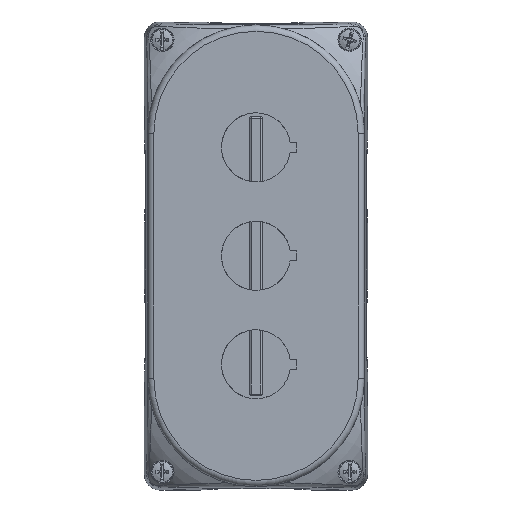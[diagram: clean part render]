
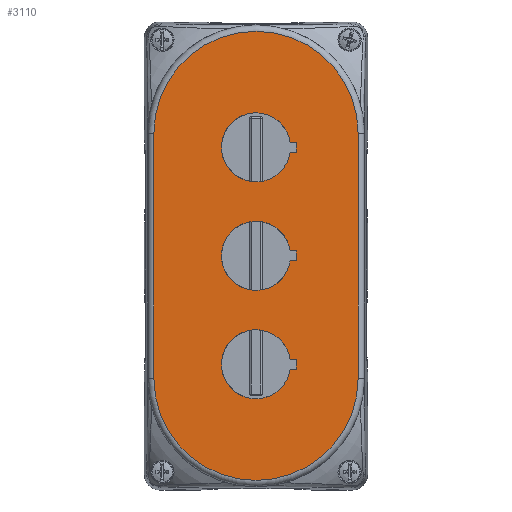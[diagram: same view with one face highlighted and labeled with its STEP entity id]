
A CAD part, top view. The second image highlights one B-rep face of the part: STEP entity #3110.
In plain terms, the highlighted planar face has unit normal (0, 0, 1).
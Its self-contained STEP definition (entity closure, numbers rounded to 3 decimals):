
#814=FACE_BOUND('',#5341,.T.);
#815=FACE_BOUND('',#5342,.T.);
#816=FACE_BOUND('',#5343,.T.);
#817=FACE_BOUND('',#5344,.T.);
#1342=CIRCLE('',#30945,32.951);
#1345=CIRCLE('',#30950,32.951);
#1348=CIRCLE('',#30972,11.15);
#1362=CIRCLE('',#30999,11.15);
#1363=CIRCLE('',#31000,11.15);
#2182=PLANE('',#31001);
#3110=ADVANCED_FACE('',(#814,#815,#816,#817),#2182,.T.);
#5341=EDGE_LOOP('',(#17680,#17681,#17682,#17683));
#5342=EDGE_LOOP('',(#17684,#17685,#17686,#17687));
#5343=EDGE_LOOP('',(#17688,#17689,#17690,#17691));
#5344=EDGE_LOOP('',(#17692,#17693,#17694,#17695));
#8479=LINE('',#56183,#11488);
#8490=LINE('',#56269,#11499);
#8494=LINE('',#56277,#11503);
#8504=LINE('',#56378,#11513);
#8508=LINE('',#56398,#11517);
#8510=LINE('',#56410,#11519);
#8513=LINE('',#56623,#11522);
#8514=LINE('',#56626,#11523);
#8515=LINE('',#56629,#11524);
#8516=LINE('',#56630,#11525);
#8517=LINE('',#56632,#11526);
#11488=VECTOR('',#36545,1.);
#11499=VECTOR('',#36598,1.);
#11503=VECTOR('',#36604,1.);
#11513=VECTOR('',#36630,1.);
#11517=VECTOR('',#36636,1.);
#11519=VECTOR('',#36640,1.);
#11522=VECTOR('',#36679,1.);
#11523=VECTOR('',#36684,1.);
#11524=VECTOR('',#36685,1.);
#11525=VECTOR('',#36686,1.);
#11526=VECTOR('',#36689,1.);
#17680=ORIENTED_EDGE('',*,*,#27339,.F.);
#17681=ORIENTED_EDGE('',*,*,#27337,.F.);
#17682=ORIENTED_EDGE('',*,*,#27334,.F.);
#17683=ORIENTED_EDGE('',*,*,#27418,.F.);
#17684=ORIENTED_EDGE('',*,*,#27394,.T.);
#17685=ORIENTED_EDGE('',*,*,#27389,.T.);
#17686=ORIENTED_EDGE('',*,*,#27419,.T.);
#17687=ORIENTED_EDGE('',*,*,#27397,.T.);
#17688=ORIENTED_EDGE('',*,*,#27420,.T.);
#17689=ORIENTED_EDGE('',*,*,#27421,.T.);
#17690=ORIENTED_EDGE('',*,*,#27375,.T.);
#17691=ORIENTED_EDGE('',*,*,#27422,.T.);
#17692=ORIENTED_EDGE('',*,*,#27369,.T.);
#17693=ORIENTED_EDGE('',*,*,#27423,.T.);
#17694=ORIENTED_EDGE('',*,*,#27365,.T.);
#17695=ORIENTED_EDGE('',*,*,#27424,.T.);
#22239=VERTEX_POINT('',#56173);
#22240=VERTEX_POINT('',#56176);
#22242=VERTEX_POINT('',#56181);
#22243=VERTEX_POINT('',#56187);
#22261=VERTEX_POINT('',#56270);
#22262=VERTEX_POINT('',#56271);
#22264=VERTEX_POINT('',#56278);
#22265=VERTEX_POINT('',#56279);
#22269=VERTEX_POINT('',#56289);
#22270=VERTEX_POINT('',#56291);
#22283=VERTEX_POINT('',#56379);
#22284=VERTEX_POINT('',#56380);
#22288=VERTEX_POINT('',#56399);
#22290=VERTEX_POINT('',#56411);
#22305=VERTEX_POINT('',#56627);
#22306=VERTEX_POINT('',#56628);
#27334=EDGE_CURVE('',#22240,#22239,#1342,.T.);
#27337=EDGE_CURVE('',#22239,#22242,#8479,.T.);
#27339=EDGE_CURVE('',#22242,#22243,#1345,.T.);
#27365=EDGE_CURVE('',#22261,#22262,#8490,.T.);
#27369=EDGE_CURVE('',#22264,#22265,#8494,.T.);
#27375=EDGE_CURVE('',#22270,#22269,#1348,.T.);
#27389=EDGE_CURVE('',#22283,#22284,#8504,.T.);
#27394=EDGE_CURVE('',#22288,#22283,#8508,.T.);
#27397=EDGE_CURVE('',#22290,#22288,#8510,.T.);
#27418=EDGE_CURVE('',#22243,#22240,#8513,.T.);
#27419=EDGE_CURVE('',#22284,#22290,#1362,.T.);
#27420=EDGE_CURVE('',#22305,#22306,#8514,.T.);
#27421=EDGE_CURVE('',#22306,#22270,#8515,.T.);
#27422=EDGE_CURVE('',#22269,#22305,#8516,.T.);
#27423=EDGE_CURVE('',#22265,#22261,#1363,.T.);
#27424=EDGE_CURVE('',#22262,#22264,#8517,.T.);
#30945=AXIS2_PLACEMENT_3D('',#56177,#36538,#36539);
#30950=AXIS2_PLACEMENT_3D('',#56186,#36550,#36551);
#30972=AXIS2_PLACEMENT_3D('',#56290,#36613,#36614);
#30999=AXIS2_PLACEMENT_3D('',#56625,#36682,#36683);
#31000=AXIS2_PLACEMENT_3D('',#56631,#36687,#36688);
#31001=AXIS2_PLACEMENT_3D('',#56633,#36690,#36691);
#36538=DIRECTION('',(0.,0.,-1.));
#36539=DIRECTION('',(0.,1.,0.));
#36545=DIRECTION('',(0.,-1.,0.));
#36550=DIRECTION('',(0.,0.,-1.));
#36551=DIRECTION('',(0.,-1.,0.));
#36598=DIRECTION('',(1.,0.,0.));
#36604=DIRECTION('',(-1.,0.,0.));
#36613=DIRECTION('',(0.,0.,-1.));
#36614=DIRECTION('',(1.,0.,0.));
#36630=DIRECTION('',(-1.,0.,0.));
#36636=DIRECTION('',(0.,-1.,0.));
#36640=DIRECTION('',(1.,0.,0.));
#36679=DIRECTION('',(0.,1.,0.));
#36682=DIRECTION('',(0.,0.,-1.));
#36683=DIRECTION('',(1.,0.,0.));
#36684=DIRECTION('',(0.,-1.,0.));
#36685=DIRECTION('',(-1.,0.,0.));
#36686=DIRECTION('',(1.,0.,0.));
#36687=DIRECTION('',(0.,0.,-1.));
#36688=DIRECTION('',(1.,0.,0.));
#36689=DIRECTION('',(0.,-1.,0.));
#36690=DIRECTION('',(0.,0.,1.));
#36691=DIRECTION('',(-1.,0.,0.));
#56173=CARTESIAN_POINT('',(32.951,39.5,32.));
#56176=CARTESIAN_POINT('',(-32.951,39.5,32.));
#56177=CARTESIAN_POINT('',(0.,39.5,32.));
#56181=CARTESIAN_POINT('',(32.951,-39.5,32.));
#56183=CARTESIAN_POINT('',(32.951,37.75,32.));
#56186=CARTESIAN_POINT('',(0.,-39.5,32.));
#56187=CARTESIAN_POINT('',(-32.951,-39.5,32.));
#56269=CARTESIAN_POINT('',(5.517,1.6,32.));
#56270=CARTESIAN_POINT('',(11.035,1.6,32.));
#56271=CARTESIAN_POINT('',(13.,1.6,32.));
#56277=CARTESIAN_POINT('',(6.5,-1.6,32.));
#56278=CARTESIAN_POINT('',(13.,-1.6,32.));
#56279=CARTESIAN_POINT('',(11.035,-1.6,32.));
#56289=CARTESIAN_POINT('',(11.035,-33.4,32.));
#56290=CARTESIAN_POINT('',(0.,-35.,32.));
#56291=CARTESIAN_POINT('',(11.035,-36.6,32.));
#56378=CARTESIAN_POINT('',(6.5,33.4,32.));
#56379=CARTESIAN_POINT('',(13.,33.4,32.));
#56380=CARTESIAN_POINT('',(11.035,33.4,32.));
#56398=CARTESIAN_POINT('',(13.,18.3,32.));
#56399=CARTESIAN_POINT('',(13.,36.6,32.));
#56410=CARTESIAN_POINT('',(5.517,36.6,32.));
#56411=CARTESIAN_POINT('',(11.035,36.6,32.));
#56623=CARTESIAN_POINT('',(-32.951,-37.75,32.));
#56625=CARTESIAN_POINT('',(0.,35.,32.));
#56626=CARTESIAN_POINT('',(13.,-16.7,32.));
#56627=CARTESIAN_POINT('',(13.,-33.4,32.));
#56628=CARTESIAN_POINT('',(13.,-36.6,32.));
#56629=CARTESIAN_POINT('',(6.5,-36.6,32.));
#56630=CARTESIAN_POINT('',(5.517,-33.4,32.));
#56631=CARTESIAN_POINT('',(0.,0.,32.));
#56632=CARTESIAN_POINT('',(13.,0.8,32.));
#56633=CARTESIAN_POINT('',(0.,0.,32.));
